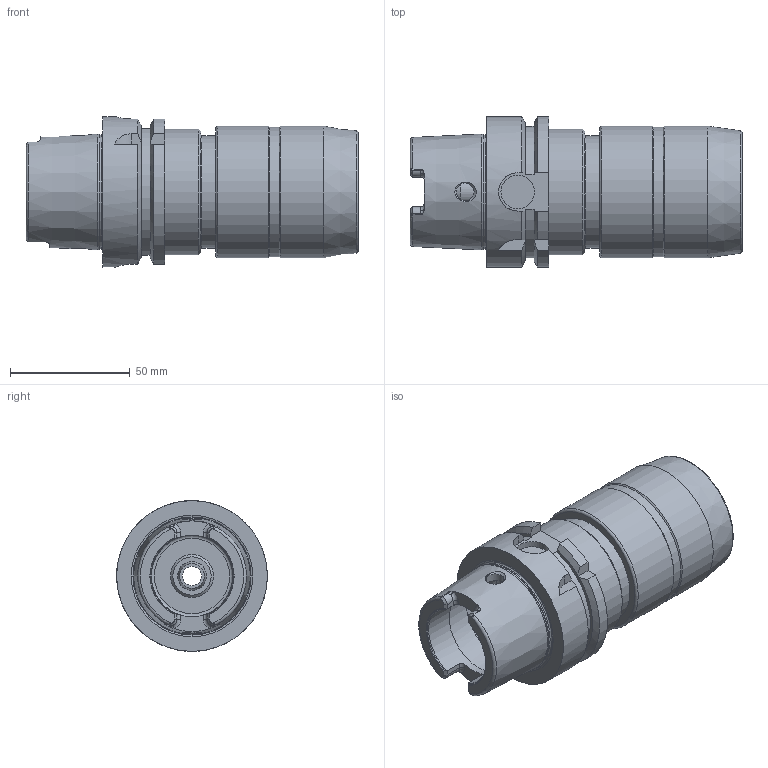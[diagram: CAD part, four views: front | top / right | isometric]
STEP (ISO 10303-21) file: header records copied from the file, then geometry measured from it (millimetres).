
FILE_DESCRIPTION((''),'2;1');
FILE_NAME('552075002100-3D.stp','2020-07-03T13:27:16',('nttooll'),(''),'Autodesk Inventor 2012','Autodesk Inventor 2012','');
FILE_SCHEMA(('AUTOMOTIVE_DESIGN { 1 0 10303 214 1 1 1 1 }'));
Length unit declared in the file: millimetre
Products named in the file (1): 552075002100-3D
Bounding box: 138.7 x 63 x 63 mm (x, y, z)
Volume: 198471.1 mm3; surface area: 47508.2 mm2
Topology: 1 solids, 1 shells, 145 faces, 357 edges, 224 vertices
Faces by surface type: plane 55, cylinder 42, cone 30, torus 18
Full cylindrical faces by diameter (mm): 7.5 x2, 8 x1, 11.3 x1, 12 x1, 14 x1, 18 x1, 31 x1, 31.4 x1, 34 x1, 34.5 x1, 40 x1, 41.7 x1, 47 x1, 48 x1, 48.2 x1, 52.5 x1, 54 x1, 55 x2, 63 x1
Entity records: 4332 total; most frequent: CARTESIAN_POINT 1134, DIRECTION 668, ORIENTED_EDGE 606, EDGE_CURVE 303, AXIS2_PLACEMENT_3D 281, VERTEX_POINT 215, EDGE_LOOP 206, FACE_OUTER_BOUND 145
